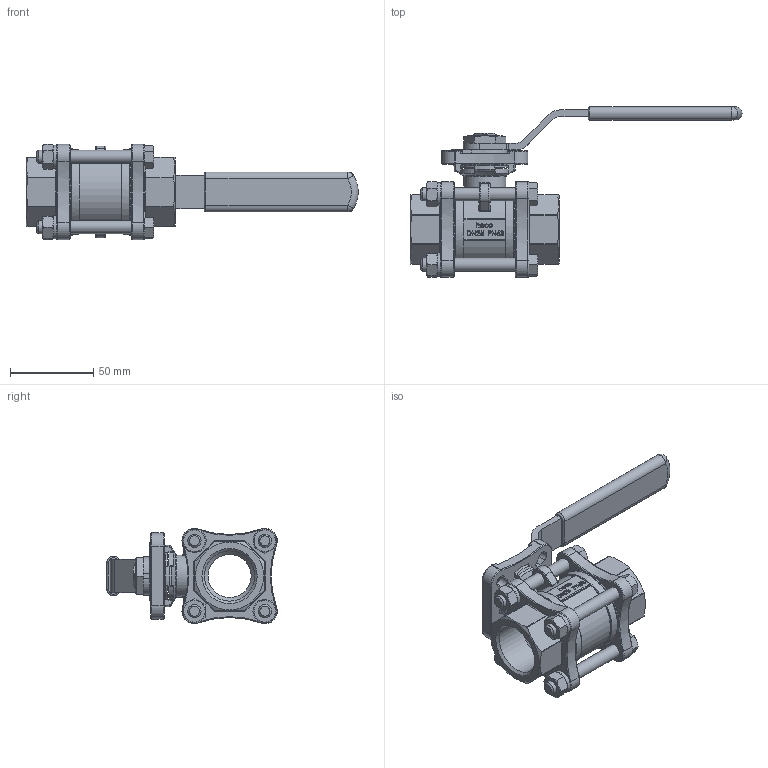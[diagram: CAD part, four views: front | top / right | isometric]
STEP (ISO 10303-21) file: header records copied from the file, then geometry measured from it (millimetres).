
FILE_DESCRIPTION (( 'STEP AP214' ), '1' );
FILE_NAME ('K3-100-PIG-4 Kugelhahn 2311.STEP', '2023-11-28T09:31:08', ( '' ), ( '' ), 'SwSTEP 2.0', 'SolidWorks 2019', '' );
FILE_SCHEMA (( 'AUTOMOTIVE_DESIGN' ));
Length unit declared in the file: millimetre
Products named in the file (1): K3-100-PIG-4 Kugelhahn 2311
Bounding box: 199.94 x 102.72 x 57.44 mm (x, y, z)
Volume: 177285.1 mm3; surface area: 58622.6 mm2
Topology: 1 solids, 1 shells, 1131 faces, 2865 edges, 1798 vertices
Faces by surface type: plane 435, bspline 264, cylinder 206, torus 132, cone 92, sphere 2
Full cylindrical faces by diameter (mm): 7 x1, 8 x8, 8.3 x10, 14 x4, 18 x1, 22 x1, 25.5 x1, 26 x1, 28 x2, 30.29 x2, 31 x1, 49 x2, 49.1 x2
Entity records: 50462 total; most frequent: CARTESIAN_POINT 21488, ORIENTED_EDGE 5572, DIRECTION 4546, EDGE_CURVE 2786, VERTEX_POINT 1776, AXIS2_PLACEMENT_3D 1650, EDGE_LOOP 1284, VECTOR 1246
